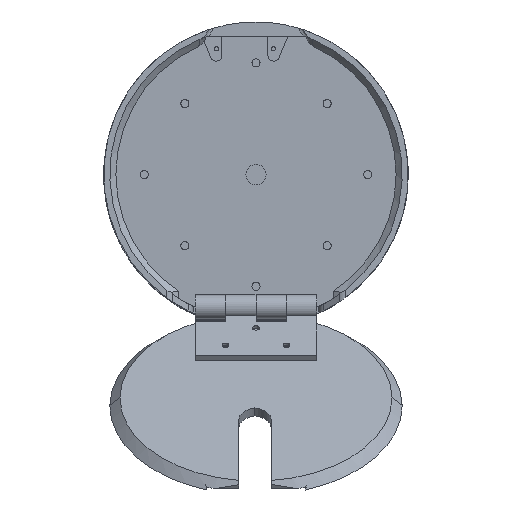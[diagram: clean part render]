
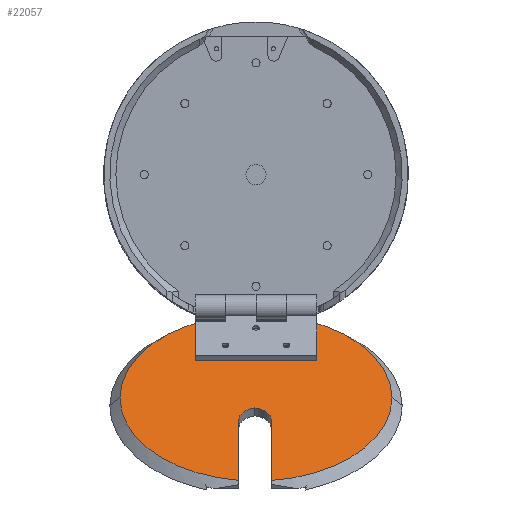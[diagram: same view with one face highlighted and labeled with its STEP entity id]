
A CAD part, top view. The second image highlights one B-rep face of the part: STEP entity #22057.
In plain terms, the highlighted face is planar.
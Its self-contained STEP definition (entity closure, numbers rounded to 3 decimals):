
#621 = AXIS2_PLACEMENT_3D ( 'NONE', #29581, #13253, #10595 ) ;
#944 = VERTEX_POINT ( 'NONE', #33095 ) ;
#2001 = DIRECTION ( 'NONE',  ( 0., 0., -1. ) ) ;
#2030 = EDGE_CURVE ( 'NONE', #944, #33965, #6415, .T. ) ;
#2325 = ORIENTED_EDGE ( 'NONE', *, *, #4961, .F. ) ;
#2361 = EDGE_LOOP ( 'NONE', ( #27234, #19295 ) ) ;
#2429 = AXIS2_PLACEMENT_3D ( 'NONE', #15492, #25733, #20706 ) ;
#2526 = VERTEX_POINT ( 'NONE', #34741 ) ;
#2616 = ORIENTED_EDGE ( 'NONE', *, *, #29222, .F. ) ;
#3341 = DIRECTION ( 'NONE',  ( 0., -1., 0. ) ) ;
#3698 = EDGE_CURVE ( 'NONE', #27523, #21568, #17946, .T. ) ;
#4185 = DIRECTION ( 'NONE',  ( 0., -1., 0. ) ) ;
#4537 = EDGE_CURVE ( 'NONE', #21568, #27523, #16095, .T. ) ;
#4807 = DIRECTION ( 'NONE',  ( 1., 0., 0. ) ) ;
#4961 = EDGE_CURVE ( 'NONE', #10059, #8887, #23738, .T. ) ;
#6057 = ORIENTED_EDGE ( 'NONE', *, *, #28588, .T. ) ;
#6319 = EDGE_CURVE ( 'NONE', #17782, #21421, #8924, .T. ) ;
#6377 = VECTOR ( 'NONE', #3341, 1000. ) ;
#6415 = CIRCLE ( 'NONE', #26459, 67. ) ;
#6968 = FACE_BOUND ( 'NONE', #2361, .T. ) ;
#7230 = CARTESIAN_POINT ( 'NONE',  ( -67., 0., 0. ) ) ;
#7294 = CARTESIAN_POINT ( 'NONE',  ( -15., -38.31, 0. ) ) ;
#7579 = DIRECTION ( 'NONE',  ( 0., 0., -1. ) ) ;
#7650 = PLANE ( 'NONE',  #19685 ) ;
#8359 = CARTESIAN_POINT ( 'NONE',  ( 15., -38.31, 0. ) ) ;
#8887 = VERTEX_POINT ( 'NONE', #9910 ) ;
#8924 = CIRCLE ( 'NONE', #33513, 10. ) ;
#9185 = CIRCLE ( 'NONE', #22417, 1.7 ) ;
#9331 = CIRCLE ( 'NONE', #2429, 1.7 ) ;
#9910 = CARTESIAN_POINT ( 'NONE',  ( 13.3, -38.31, 0. ) ) ;
#10036 = EDGE_CURVE ( 'NONE', #27848, #34818, #26246, .T. ) ;
#10059 = VERTEX_POINT ( 'NONE', #29258 ) ;
#10103 = VERTEX_POINT ( 'NONE', #16355 ) ;
#10318 = EDGE_CURVE ( 'NONE', #2526, #12277, #15941, .T. ) ;
#10595 = DIRECTION ( 'NONE',  ( 1., 0., 0. ) ) ;
#10817 = ORIENTED_EDGE ( 'NONE', *, *, #6319, .T. ) ;
#11336 = DIRECTION ( 'NONE',  ( 0., 0., -1. ) ) ;
#11765 = LINE ( 'NONE', #30901, #6377 ) ;
#12013 = DIRECTION ( 'NONE',  ( 1., 0., 0. ) ) ;
#12277 = VERTEX_POINT ( 'NONE', #28221 ) ;
#12354 = DIRECTION ( 'NONE',  ( 0., 0., 1. ) ) ;
#13042 = CARTESIAN_POINT ( 'NONE',  ( -13.3, -38.31, 0. ) ) ;
#13099 = CARTESIAN_POINT ( 'NONE',  ( -8.5, 18., 0. ) ) ;
#13253 = DIRECTION ( 'NONE',  ( 0., 0., -1. ) ) ;
#13893 = CIRCLE ( 'NONE', #33908, 10. ) ;
#13962 = VECTOR ( 'NONE', #4185, 1000. ) ;
#14018 = CARTESIAN_POINT ( 'NONE',  ( -0.5, 8.202, 0. ) ) ;
#15442 = CARTESIAN_POINT ( 'NONE',  ( 0., 0., 0. ) ) ;
#15492 = CARTESIAN_POINT ( 'NONE',  ( 0., -52.31, 0. ) ) ;
#15616 = CARTESIAN_POINT ( 'NONE',  ( 15., -38.31, 0. ) ) ;
#15941 = CIRCLE ( 'NONE', #25680, 1.7 ) ;
#16095 = CIRCLE ( 'NONE', #621, 1.7 ) ;
#16355 = CARTESIAN_POINT ( 'NONE',  ( 7.5, 18., 0. ) ) ;
#17782 = VERTEX_POINT ( 'NONE', #13099 ) ;
#17946 = CIRCLE ( 'NONE', #23095, 1.7 ) ;
#18741 = DIRECTION ( 'NONE',  ( 0., 0., -1. ) ) ;
#19277 = DIRECTION ( 'NONE',  ( 1., 0., 0. ) ) ;
#19295 = ORIENTED_EDGE ( 'NONE', *, *, #10318, .F. ) ;
#19685 = AXIS2_PLACEMENT_3D ( 'NONE', #21459, #12354, #26638 ) ;
#19951 = LINE ( 'NONE', #22822, #13962 ) ;
#20394 = DIRECTION ( 'NONE',  ( 1., 0., 0. ) ) ;
#20706 = DIRECTION ( 'NONE',  ( 1., 0., 0. ) ) ;
#21210 = DIRECTION ( 'NONE',  ( 0., 0., 1. ) ) ;
#21421 = VERTEX_POINT ( 'NONE', #14018 ) ;
#21459 = CARTESIAN_POINT ( 'NONE',  ( 0., 0., 0. ) ) ;
#21568 = VERTEX_POINT ( 'NONE', #31174 ) ;
#22004 = ORIENTED_EDGE ( 'NONE', *, *, #31220, .T. ) ;
#22057 = ADVANCED_FACE ( 'NONE', ( #34196, #6968, #35222, #24128 ), #7650, .F. ) ;
#22417 = AXIS2_PLACEMENT_3D ( 'NONE', #15616, #2001, #26570 ) ;
#22559 = ORIENTED_EDGE ( 'NONE', *, *, #3698, .F. ) ;
#22648 = EDGE_LOOP ( 'NONE', ( #2325, #2616 ) ) ;
#22712 = DIRECTION ( 'NONE',  ( 1., 0., 0. ) ) ;
#22822 = CARTESIAN_POINT ( 'NONE',  ( 7.5, 0., 0. ) ) ;
#23095 = AXIS2_PLACEMENT_3D ( 'NONE', #7294, #28646, #20394 ) ;
#23536 = AXIS2_PLACEMENT_3D ( 'NONE', #32402, #29369, #4807 ) ;
#23738 = CIRCLE ( 'NONE', #31726, 1.7 ) ;
#23794 = ORIENTED_EDGE ( 'NONE', *, *, #2030, .T. ) ;
#23944 = AXIS2_PLACEMENT_3D ( 'NONE', #15442, #7579, #28927 ) ;
#24128 = FACE_OUTER_BOUND ( 'NONE', #24755, .T. ) ;
#24388 = EDGE_CURVE ( 'NONE', #21421, #10103, #13893, .T. ) ;
#24547 = DIRECTION ( 'NONE',  ( 1., 0., 0. ) ) ;
#24729 = DIRECTION ( 'NONE',  ( 0., 0., 1. ) ) ;
#24755 = EDGE_LOOP ( 'NONE', ( #22004, #10817, #33176, #34193, #23794, #6057, #31534 ) ) ;
#25680 = AXIS2_PLACEMENT_3D ( 'NONE', #28349, #11336, #12013 ) ;
#25733 = DIRECTION ( 'NONE',  ( 0., 0., -1. ) ) ;
#26038 = DIRECTION ( 'NONE',  ( 1., 0., 0. ) ) ;
#26246 = CIRCLE ( 'NONE', #23944, 67. ) ;
#26304 = EDGE_CURVE ( 'NONE', #12277, #2526, #9331, .T. ) ;
#26459 = AXIS2_PLACEMENT_3D ( 'NONE', #34607, #34246, #26038 ) ;
#26570 = DIRECTION ( 'NONE',  ( 1., 0., 0. ) ) ;
#26638 = DIRECTION ( 'NONE',  ( 1., 0., 0. ) ) ;
#27234 = ORIENTED_EDGE ( 'NONE', *, *, #26304, .F. ) ;
#27523 = VERTEX_POINT ( 'NONE', #13042 ) ;
#27653 = ORIENTED_EDGE ( 'NONE', *, *, #4537, .F. ) ;
#27771 = CARTESIAN_POINT ( 'NONE',  ( -2.5, 18., 0. ) ) ;
#27848 = VERTEX_POINT ( 'NONE', #7230 ) ;
#28221 = CARTESIAN_POINT ( 'NONE',  ( 1.7, -52.31, 0. ) ) ;
#28349 = CARTESIAN_POINT ( 'NONE',  ( 0., -52.31, 0. ) ) ;
#28588 = EDGE_CURVE ( 'NONE', #33965, #27848, #32117, .T. ) ;
#28646 = DIRECTION ( 'NONE',  ( 0., 0., -1. ) ) ;
#28927 = DIRECTION ( 'NONE',  ( 1., 0., 0. ) ) ;
#29222 = EDGE_CURVE ( 'NONE', #8887, #10059, #9185, .T. ) ;
#29258 = CARTESIAN_POINT ( 'NONE',  ( 16.7, -38.31, 0. ) ) ;
#29369 = DIRECTION ( 'NONE',  ( 0., 0., -1. ) ) ;
#29470 = CARTESIAN_POINT ( 'NONE',  ( 1.5, 18., 0. ) ) ;
#29581 = CARTESIAN_POINT ( 'NONE',  ( -15., -38.31, 0. ) ) ;
#29749 = CARTESIAN_POINT ( 'NONE',  ( -8.5, 66.459, 0. ) ) ;
#29790 = EDGE_LOOP ( 'NONE', ( #22559, #27653 ) ) ;
#30901 = CARTESIAN_POINT ( 'NONE',  ( -8.5, 0., 0. ) ) ;
#31174 = CARTESIAN_POINT ( 'NONE',  ( -16.7, -38.31, 0. ) ) ;
#31220 = EDGE_CURVE ( 'NONE', #34818, #17782, #11765, .T. ) ;
#31534 = ORIENTED_EDGE ( 'NONE', *, *, #10036, .T. ) ;
#31726 = AXIS2_PLACEMENT_3D ( 'NONE', #8359, #18741, #19277 ) ;
#32117 = CIRCLE ( 'NONE', #23536, 67. ) ;
#32402 = CARTESIAN_POINT ( 'NONE',  ( 0., 0., 0. ) ) ;
#33095 = CARTESIAN_POINT ( 'NONE',  ( 7.5, 66.579, 0. ) ) ;
#33176 = ORIENTED_EDGE ( 'NONE', *, *, #24388, .T. ) ;
#33513 = AXIS2_PLACEMENT_3D ( 'NONE', #29470, #21210, #22712 ) ;
#33908 = AXIS2_PLACEMENT_3D ( 'NONE', #27771, #24729, #24547 ) ;
#33965 = VERTEX_POINT ( 'NONE', #34492 ) ;
#34132 = EDGE_CURVE ( 'NONE', #944, #10103, #19951, .T. ) ;
#34193 = ORIENTED_EDGE ( 'NONE', *, *, #34132, .F. ) ;
#34196 = FACE_BOUND ( 'NONE', #22648, .T. ) ;
#34246 = DIRECTION ( 'NONE',  ( 0., 0., -1. ) ) ;
#34492 = CARTESIAN_POINT ( 'NONE',  ( 67., 0., 0. ) ) ;
#34607 = CARTESIAN_POINT ( 'NONE',  ( 0., 0., 0. ) ) ;
#34741 = CARTESIAN_POINT ( 'NONE',  ( -1.7, -52.31, 0. ) ) ;
#34818 = VERTEX_POINT ( 'NONE', #29749 ) ;
#35222 = FACE_BOUND ( 'NONE', #29790, .T. ) ;
